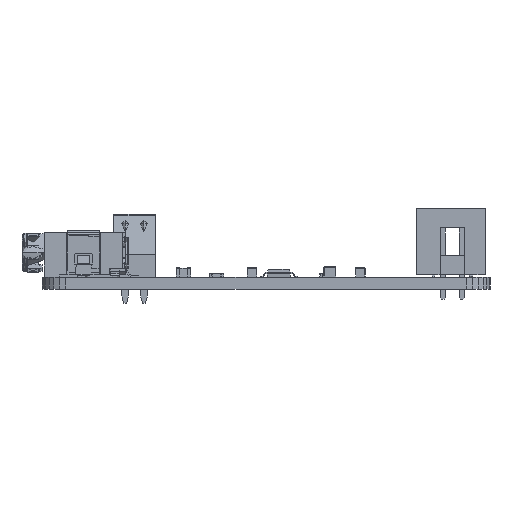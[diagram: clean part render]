
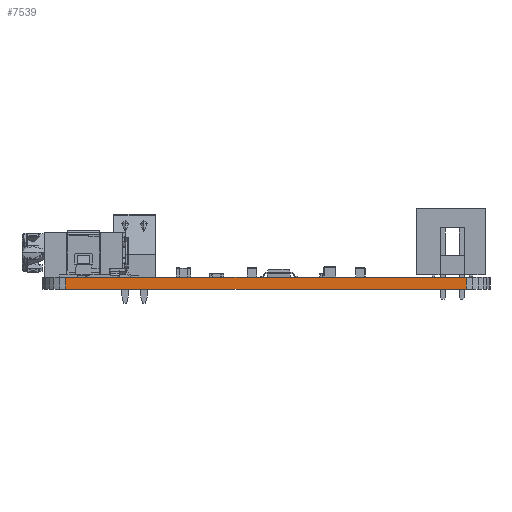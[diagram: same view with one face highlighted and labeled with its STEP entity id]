
A CAD part, front view. The second image highlights one B-rep face of the part: STEP entity #7539.
In plain terms, the highlighted planar face has unit normal (0, -1, 0).
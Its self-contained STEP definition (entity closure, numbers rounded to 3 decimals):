
#1005 = CARTESIAN_POINT ( 'NONE',  ( 3.175, 0., -1.59 ) ) ;
#1048 = LINE ( 'NONE', #10594, #9311 ) ;
#2063 = VECTOR ( 'NONE', #36539, 1000. ) ;
#2316 = ORIENTED_EDGE ( 'NONE', *, *, #9837, .T. ) ;
#4093 = CARTESIAN_POINT ( 'NONE',  ( 57.15, 0., -1.59 ) ) ;
#6934 = EDGE_CURVE ( 'NONE', #54939, #41569, #1048, .T. ) ;
#7201 = ORIENTED_EDGE ( 'NONE', *, *, #13590, .F. ) ;
#7539 = ADVANCED_FACE ( 'NONE', ( #49823 ), #37829, .T. ) ;
#7690 = CARTESIAN_POINT ( 'NONE',  ( 3.175, 0., 0. ) ) ;
#9311 = VECTOR ( 'NONE', #19240, 1000. ) ;
#9837 = EDGE_CURVE ( 'NONE', #41569, #42105, #56863, .T. ) ;
#10594 = CARTESIAN_POINT ( 'NONE',  ( 3.175, 0., 0. ) ) ;
#10684 = CARTESIAN_POINT ( 'NONE',  ( 3.175, 0., 0. ) ) ;
#12164 = VECTOR ( 'NONE', #45691, 1000. ) ;
#13590 = EDGE_CURVE ( 'NONE', #54939, #41468, #13807, .T. ) ;
#13807 = LINE ( 'NONE', #19126, #12164 ) ;
#19126 = CARTESIAN_POINT ( 'NONE',  ( 3.175, 0., 0. ) ) ;
#19240 = DIRECTION ( 'NONE',  ( 0., 0., -1. ) ) ;
#21865 = CARTESIAN_POINT ( 'NONE',  ( 57.15, 0., 0. ) ) ;
#22166 = CARTESIAN_POINT ( 'NONE',  ( 3.175, 0., -1.59 ) ) ;
#23424 = CARTESIAN_POINT ( 'NONE',  ( 57.15, 0., 0. ) ) ;
#28518 = VECTOR ( 'NONE', #51752, 1000. ) ;
#29473 = ORIENTED_EDGE ( 'NONE', *, *, #45111, .F. ) ;
#32931 = LINE ( 'NONE', #23424, #2063 ) ;
#33610 = ORIENTED_EDGE ( 'NONE', *, *, #6934, .T. ) ;
#35074 = AXIS2_PLACEMENT_3D ( 'NONE', #10684, #51002, #56086 ) ;
#36539 = DIRECTION ( 'NONE',  ( 0., 0., -1. ) ) ;
#37829 = PLANE ( 'NONE',  #35074 ) ;
#41468 = VERTEX_POINT ( 'NONE', #21865 ) ;
#41569 = VERTEX_POINT ( 'NONE', #22166 ) ;
#41671 = EDGE_LOOP ( 'NONE', ( #33610, #2316, #29473, #7201 ) ) ;
#42105 = VERTEX_POINT ( 'NONE', #4093 ) ;
#45111 = EDGE_CURVE ( 'NONE', #41468, #42105, #32931, .T. ) ;
#45691 = DIRECTION ( 'NONE',  ( 1., 0., 0. ) ) ;
#49823 = FACE_OUTER_BOUND ( 'NONE', #41671, .T. ) ;
#51002 = DIRECTION ( 'NONE',  ( 0., -1., 0. ) ) ;
#51752 = DIRECTION ( 'NONE',  ( 1., 0., 0. ) ) ;
#54939 = VERTEX_POINT ( 'NONE', #7690 ) ;
#56086 = DIRECTION ( 'NONE',  ( 0., 0., -1. ) ) ;
#56863 = LINE ( 'NONE', #1005, #28518 ) ;
